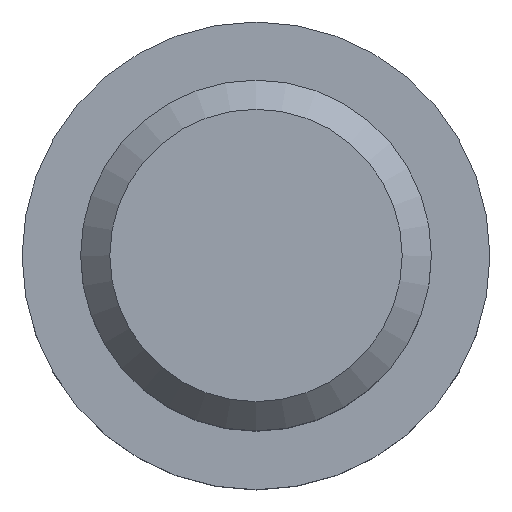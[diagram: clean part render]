
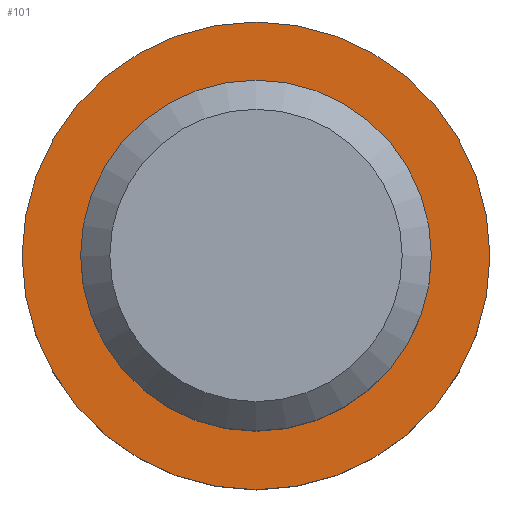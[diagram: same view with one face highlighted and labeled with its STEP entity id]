
A CAD part, top view. The second image highlights one B-rep face of the part: STEP entity #101.
In plain terms, the highlighted planar face has unit normal (0, 0, 1).
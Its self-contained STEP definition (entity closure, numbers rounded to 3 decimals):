
#15=FACE_BOUND('',#36,.T.);
#21=PLANE('',#114);
#27=FACE_OUTER_BOUND('',#35,.T.);
#35=EDGE_LOOP('',(#84));
#36=EDGE_LOOP('',(#85));
#52=CIRCLE('',#113,1.5);
#53=CIRCLE('',#115,2.);
#59=VERTEX_POINT('',#168);
#60=VERTEX_POINT('',#172);
#67=EDGE_CURVE('',#59,#59,#52,.T.);
#69=EDGE_CURVE('',#60,#60,#53,.F.);
#84=ORIENTED_EDGE('',*,*,#69,.T.);
#85=ORIENTED_EDGE('',*,*,#67,.F.);
#101=ADVANCED_FACE('',(#27,#15),#21,.T.);
#113=AXIS2_PLACEMENT_3D('',#169,#136,#137);
#114=AXIS2_PLACEMENT_3D('',#171,#139,#140);
#115=AXIS2_PLACEMENT_3D('',#173,#141,#142);
#136=DIRECTION('center_axis',(0.,0.,1.));
#137=DIRECTION('ref_axis',(-1.,0.,0.));
#139=DIRECTION('center_axis',(0.,0.,1.));
#140=DIRECTION('ref_axis',(-1.,0.,0.));
#141=DIRECTION('center_axis',(0.,0.,-1.));
#142=DIRECTION('ref_axis',(-1.,0.,0.));
#168=CARTESIAN_POINT('',(1.,-0.25,6.));
#169=CARTESIAN_POINT('Origin',(-0.5,-0.25,6.));
#171=CARTESIAN_POINT('Origin',(-2.,-0.028,6.));
#172=CARTESIAN_POINT('',(1.5,-0.25,6.));
#173=CARTESIAN_POINT('Origin',(-0.5,-0.25,6.));
